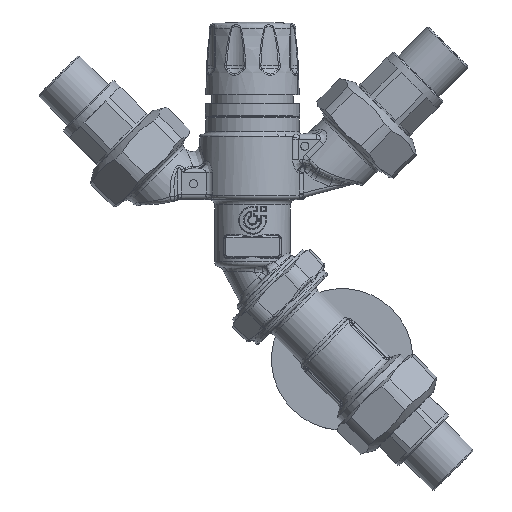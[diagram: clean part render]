
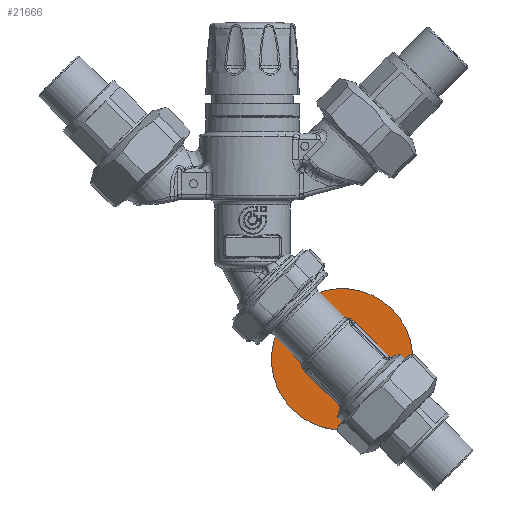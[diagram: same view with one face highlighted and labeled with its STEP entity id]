
A CAD part, top view. The second image highlights one B-rep face of the part: STEP entity #21666.
In plain terms, the highlighted face is planar.
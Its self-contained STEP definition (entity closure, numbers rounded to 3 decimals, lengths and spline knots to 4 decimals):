
#2404=FACE_BOUND('',#5648,.T.);
#4155=FACE_OUTER_BOUND('',#5647,.T.);
#5647=EDGE_LOOP('',(#19487));
#5648=EDGE_LOOP('',(#19488));
#8723=CIRCLE('',#24184,1.03);
#8727=CIRCLE('',#24192,0.3);
#10447=VERTEX_POINT('',#74685);
#10451=VERTEX_POINT('',#74699);
#13477=EDGE_CURVE('',#10447,#10447,#8723,.T.);
#13483=EDGE_CURVE('',#10451,#10451,#8727,.T.);
#19487=ORIENTED_EDGE('',*,*,#13477,.T.);
#19488=ORIENTED_EDGE('',*,*,#13483,.T.);
#20337=PLANE('',#24194);
#21666=ADVANCED_FACE('',(#4155,#2404),#20337,.F.);
#24184=AXIS2_PLACEMENT_3D('',#74687,#29717,#29718);
#24192=AXIS2_PLACEMENT_3D('',#74701,#29735,#29736);
#24194=AXIS2_PLACEMENT_3D('',#74703,#29739,#29740);
#29717=DIRECTION('center_axis',(-1.,0.,0.));
#29718=DIRECTION('ref_axis',(0.,1.,0.));
#29735=DIRECTION('center_axis',(1.,0.,0.));
#29736=DIRECTION('ref_axis',(0.,-1.,0.));
#29739=DIRECTION('center_axis',(1.,0.,0.));
#29740=DIRECTION('ref_axis',(0.,-1.,0.));
#74685=CARTESIAN_POINT('',(1.0824,-1.03,0.));
#74687=CARTESIAN_POINT('Origin',(1.0824,0.,
0.));
#74699=CARTESIAN_POINT('',(1.0824,0.3,0.));
#74701=CARTESIAN_POINT('Origin',(1.0824,0.,
0.));
#74703=CARTESIAN_POINT('Origin',(1.0824,0.,
0.));
